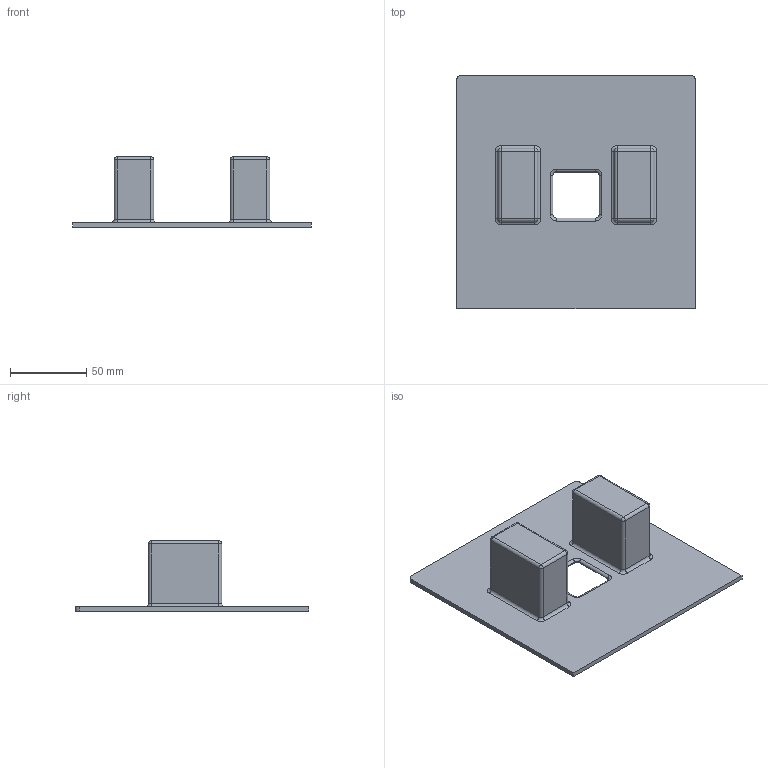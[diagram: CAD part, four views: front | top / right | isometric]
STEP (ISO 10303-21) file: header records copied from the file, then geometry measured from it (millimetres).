
FILE_DESCRIPTION(('STEP AP203'), '1');
FILE_NAME('ﾏ褞裝', '', ('UNSPECIFIED'), ('UNSPECIFIED'), 'C3D Converter', 'C3D Toolkit', '');
FILE_SCHEMA(('CONFIG_CONTROL_DESIGN'));
Length unit declared in the file: millimetre
Bounding box: 156 x 153 x 46 mm (x, y, z)
Volume: 107228.2 mm3; surface area: 69493.9 mm2
Topology: 1 solids, 1 shells, 124 faces, 282 edges, 148 vertices
Faces by surface type: cylinder 58, plane 26, torus 24, sphere 16
Entity records: 3354 total; most frequent: DIRECTION 660, CARTESIAN_POINT 539, ORIENTED_EDGE 532, AXIS2_PLACEMENT_3D 269, EDGE_CURVE 266, VERTEX_POINT 148, CIRCLE 144, FACE_BOUND 130
